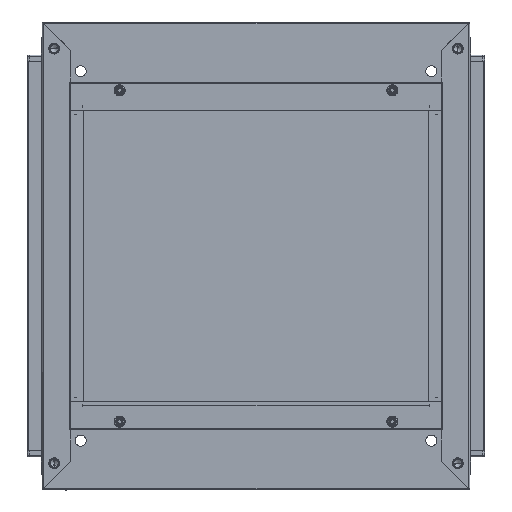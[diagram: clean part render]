
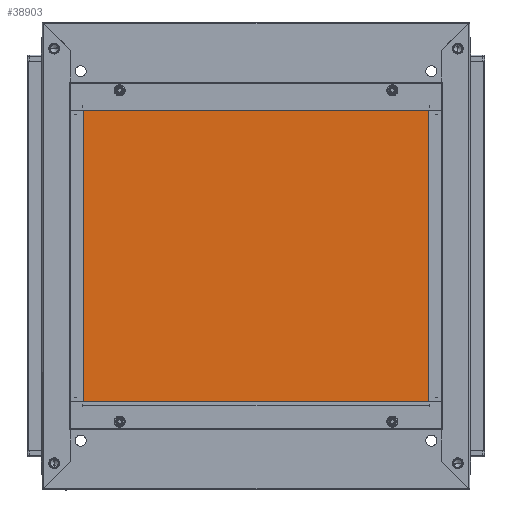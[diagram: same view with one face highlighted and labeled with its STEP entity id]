
A CAD part, top view. The second image highlights one B-rep face of the part: STEP entity #38903.
In plain terms, the highlighted planar face has unit normal (0, 0, 1).
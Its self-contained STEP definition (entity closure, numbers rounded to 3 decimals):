
#10343 = CARTESIAN_POINT ( 'NONE',  ( -200., -240., 0. ) ) ;
#10347 = PLANE ( 'NONE',  #54965 ) ;
#10350 = DIRECTION ( 'NONE',  ( 0., 0., 1. ) ) ;
#10351 = DIRECTION ( 'NONE',  ( 1., 0., 0. ) ) ;
#33338 = EDGE_LOOP ( 'NONE', ( #33661, #33659, #33656, #33654 ) ) ;
#33654 = ORIENTED_EDGE ( 'NONE', *, *, #58083, .T. ) ;
#33656 = ORIENTED_EDGE ( 'NONE', *, *, #58086, .T. ) ;
#33659 = ORIENTED_EDGE ( 'NONE', *, *, #58089, .T. ) ;
#33661 = ORIENTED_EDGE ( 'NONE', *, *, #58079, .T. ) ;
#38903 = ADVANCED_FACE ( 'NONE', ( #55531 ), #10347, .T. ) ;
#44174 = CARTESIAN_POINT ( 'NONE',  ( -200., 240., 0. ) ) ;
#44175 = CARTESIAN_POINT ( 'NONE',  ( -200., -240., 0. ) ) ;
#44178 = CARTESIAN_POINT ( 'NONE',  ( 200., 240., 0. ) ) ;
#44180 = CARTESIAN_POINT ( 'NONE',  ( 200., -240., 0. ) ) ;
#45563 = CARTESIAN_POINT ( 'NONE',  ( -200., 240., 0. ) ) ;
#45570 = DIRECTION ( 'NONE',  ( 0., -1., 0. ) ) ;
#45578 = CARTESIAN_POINT ( 'NONE',  ( -200., 240., 0. ) ) ;
#45579 = DIRECTION ( 'NONE',  ( -1., 0., 0. ) ) ;
#45585 = CARTESIAN_POINT ( 'NONE',  ( 200., 240., 0. ) ) ;
#45586 = DIRECTION ( 'NONE',  ( 0., 1., 0. ) ) ;
#45589 = CARTESIAN_POINT ( 'NONE',  ( -200., -240., 0. ) ) ;
#45592 = DIRECTION ( 'NONE',  ( 1., 0., 0. ) ) ;
#46562 = LINE ( 'NONE', #45563, #46579 ) ;
#46579 = VECTOR ( 'NONE', #45570, 1000. ) ;
#46580 = LINE ( 'NONE', #45589, #46596 ) ;
#46586 = LINE ( 'NONE', #45578, #46587 ) ;
#46587 = VECTOR ( 'NONE', #45579, 1000. ) ;
#46591 = LINE ( 'NONE', #45585, #46592 ) ;
#46592 = VECTOR ( 'NONE', #45586, 1000. ) ;
#46596 = VECTOR ( 'NONE', #45592, 1000. ) ;
#53341 = VERTEX_POINT ( 'NONE', #44174 ) ;
#53342 = VERTEX_POINT ( 'NONE', #44175 ) ;
#53345 = VERTEX_POINT ( 'NONE', #44178 ) ;
#53347 = VERTEX_POINT ( 'NONE', #44180 ) ;
#54965 = AXIS2_PLACEMENT_3D ( 'NONE', #10343, #10350, #10351 ) ;
#55531 = FACE_OUTER_BOUND ( 'NONE', #33338, .T. ) ;
#58079 = EDGE_CURVE ( 'NONE', #53341, #53342, #46562, .T. ) ;
#58083 = EDGE_CURVE ( 'NONE', #53345, #53341, #46586, .T. ) ;
#58086 = EDGE_CURVE ( 'NONE', #53347, #53345, #46591, .T. ) ;
#58089 = EDGE_CURVE ( 'NONE', #53342, #53347, #46580, .T. ) ;
